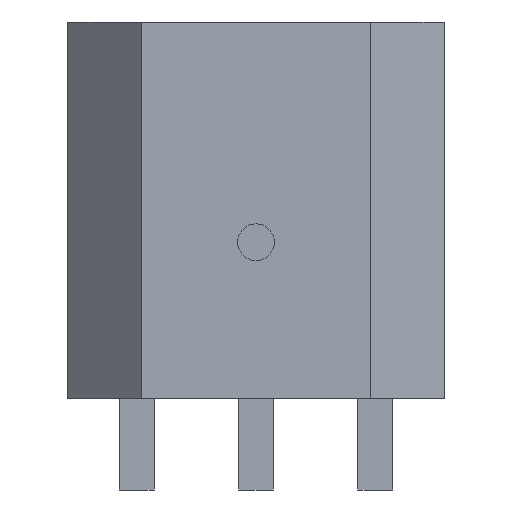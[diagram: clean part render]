
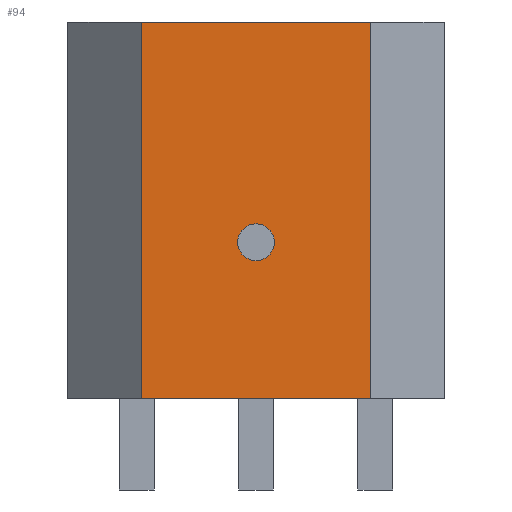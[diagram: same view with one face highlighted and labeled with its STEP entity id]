
A CAD part, front view. The second image highlights one B-rep face of the part: STEP entity #94.
In plain terms, the highlighted planar face has unit normal (0, -1, 0).
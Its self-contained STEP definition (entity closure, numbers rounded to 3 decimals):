
#3 = AXIS2_PLACEMENT_3D ( 'NONE', #991, #990, #988 ) ;
#37 = CIRCLE ( 'NONE', #38, 0.2 ) ;
#38 = AXIS2_PLACEMENT_3D ( 'NONE', #1407, #1408, #1246 ) ;
#68 = EDGE_CURVE ( 'NONE', #1352, #1349, #37, .T. ) ;
#70 = EDGE_CURVE ( 'NONE', #1353, #1320, #1251, .T. ) ;
#85 = EDGE_CURVE ( 'NONE', #1476, #1240, #1091, .T. ) ;
#94 = ADVANCED_FACE ( 'NONE', ( #1005, #1022 ), #1010, .T. ) ;
#142 = EDGE_CURVE ( 'NONE', #1349, #1352, #220, .T. ) ;
#143 = EDGE_CURVE ( 'NONE', #1320, #1240, #554, .T. ) ;
#156 = EDGE_CURVE ( 'NONE', #1353, #1476, #509, .T. ) ;
#218 = VECTOR ( 'NONE', #550, 1000. ) ;
#220 = CIRCLE ( 'NONE', #223, 0.2 ) ;
#223 = AXIS2_PLACEMENT_3D ( 'NONE', #549, #548, #547 ) ;
#236 = VECTOR ( 'NONE', #507, 1000. ) ;
#257 = VECTOR ( 'NONE', #1089, 1000. ) ;
#340 = CARTESIAN_POINT ( 'NONE',  ( 1.25, -1.6, 0. ) ) ;
#360 = CARTESIAN_POINT ( 'NONE',  ( -0.2, -1.6, 1.7 ) ) ;
#366 = CARTESIAN_POINT ( 'NONE',  ( -1.25, -1.6, 0. ) ) ;
#367 = CARTESIAN_POINT ( 'NONE',  ( 0.2, -1.6, 1.7 ) ) ;
#374 = CARTESIAN_POINT ( 'NONE',  ( -1.25, -1.6, 4.1 ) ) ;
#378 = CARTESIAN_POINT ( 'NONE',  ( 1.25, -1.6, 4.1 ) ) ;
#507 = DIRECTION ( 'NONE',  ( 1., 0., 0. ) ) ;
#508 = CARTESIAN_POINT ( 'NONE',  ( -1.25, -1.6, 0. ) ) ;
#509 = LINE ( 'NONE', #508, #236 ) ;
#547 = DIRECTION ( 'NONE',  ( 1., 0., 0. ) ) ;
#548 = DIRECTION ( 'NONE',  ( 0., -1., 0. ) ) ;
#549 = CARTESIAN_POINT ( 'NONE',  ( 0., -1.6, 1.7 ) ) ;
#550 = DIRECTION ( 'NONE',  ( 1., 0., 0. ) ) ;
#554 = LINE ( 'NONE', #559, #218 ) ;
#559 = CARTESIAN_POINT ( 'NONE',  ( -1.25, -1.6, 4.1 ) ) ;
#690 = VECTOR ( 'NONE', #1241, 1000. ) ;
#796 = ORIENTED_EDGE ( 'NONE', *, *, #142, .F. ) ;
#803 = ORIENTED_EDGE ( 'NONE', *, *, #156, .T. ) ;
#810 = ORIENTED_EDGE ( 'NONE', *, *, #85, .T. ) ;
#911 = EDGE_LOOP ( 'NONE', ( #796, #1368 ) ) ;
#988 = DIRECTION ( 'NONE',  ( 1., 0., 0. ) ) ;
#989 = EDGE_LOOP ( 'NONE', ( #1372, #1371, #803, #810 ) ) ;
#990 = DIRECTION ( 'NONE',  ( 0., -1., 0. ) ) ;
#991 = CARTESIAN_POINT ( 'NONE',  ( -1.25, -1.6, 0. ) ) ;
#1005 = FACE_BOUND ( 'NONE', #911, .T. ) ;
#1010 = PLANE ( 'NONE',  #3 ) ;
#1022 = FACE_OUTER_BOUND ( 'NONE', #989, .T. ) ;
#1089 = DIRECTION ( 'NONE',  ( 0., 0., 1. ) ) ;
#1090 = CARTESIAN_POINT ( 'NONE',  ( 1.25, -1.6, 0. ) ) ;
#1091 = LINE ( 'NONE', #1090, #257 ) ;
#1240 = VERTEX_POINT ( 'NONE', #378 ) ;
#1241 = DIRECTION ( 'NONE',  ( 0., 0., 1. ) ) ;
#1243 = CARTESIAN_POINT ( 'NONE',  ( -1.25, -1.6, 0. ) ) ;
#1246 = DIRECTION ( 'NONE',  ( 1., 0., 0. ) ) ;
#1251 = LINE ( 'NONE', #1243, #690 ) ;
#1320 = VERTEX_POINT ( 'NONE', #374 ) ;
#1349 = VERTEX_POINT ( 'NONE', #367 ) ;
#1352 = VERTEX_POINT ( 'NONE', #360 ) ;
#1353 = VERTEX_POINT ( 'NONE', #366 ) ;
#1368 = ORIENTED_EDGE ( 'NONE', *, *, #68, .F. ) ;
#1371 = ORIENTED_EDGE ( 'NONE', *, *, #70, .F. ) ;
#1372 = ORIENTED_EDGE ( 'NONE', *, *, #143, .F. ) ;
#1407 = CARTESIAN_POINT ( 'NONE',  ( 0., -1.6, 1.7 ) ) ;
#1408 = DIRECTION ( 'NONE',  ( 0., -1., 0. ) ) ;
#1476 = VERTEX_POINT ( 'NONE', #340 ) ;
